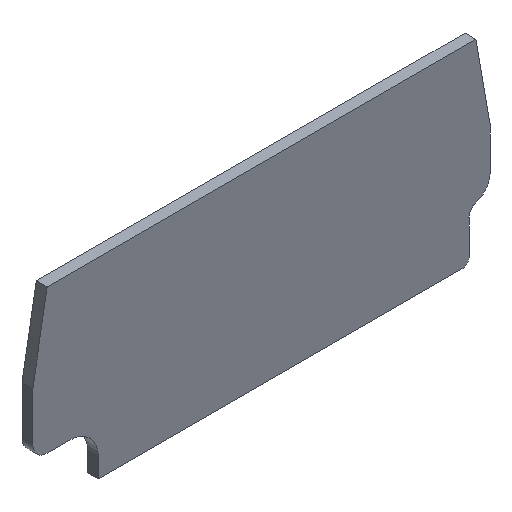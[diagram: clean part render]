
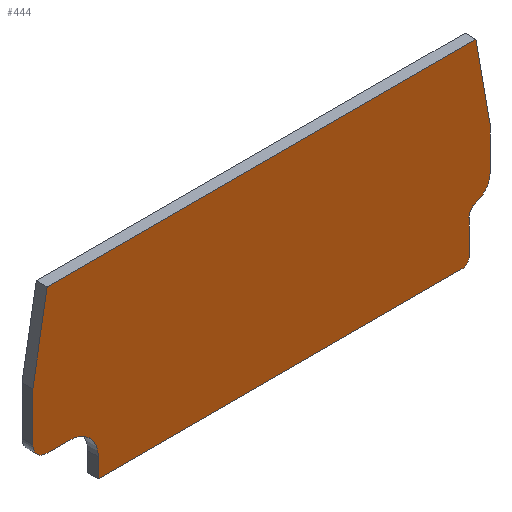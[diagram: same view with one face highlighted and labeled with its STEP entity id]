
A CAD part, isometric view. The second image highlights one B-rep face of the part: STEP entity #444.
In plain terms, the highlighted face is planar.
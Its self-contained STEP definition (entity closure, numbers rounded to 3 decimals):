
#5 = AXIS2_PLACEMENT_3D ( 'NONE', #306, #519, #102 ) ;
#6 = CARTESIAN_POINT ( 'NONE',  ( 0., 27.855, -25.653 ) ) ;
#10 = ORIENTED_EDGE ( 'NONE', *, *, #98, .T. ) ;
#16 = VECTOR ( 'NONE', #20, 1000. ) ;
#18 = DIRECTION ( 'NONE',  ( 0., 0.004, -1. ) ) ;
#20 = DIRECTION ( 'NONE',  ( 0., -0.174, 0.985 ) ) ;
#24 = LINE ( 'NONE', #32, #117 ) ;
#25 = EDGE_CURVE ( 'NONE', #628, #437, #26, .T. ) ;
#26 = CIRCLE ( 'NONE', #578, 2.5 ) ;
#27 = ORIENTED_EDGE ( 'NONE', *, *, #329, .T. ) ;
#32 = CARTESIAN_POINT ( 'NONE',  ( 0., -29.758, 0. ) ) ;
#34 = AXIS2_PLACEMENT_3D ( 'NONE', #605, #288, #49 ) ;
#35 = VECTOR ( 'NONE', #374, 1000. ) ;
#44 = CARTESIAN_POINT ( 'NONE',  ( 0., 28.855, -21.01 ) ) ;
#45 = AXIS2_PLACEMENT_3D ( 'NONE', #568, #523, #252 ) ;
#49 = DIRECTION ( 'NONE',  ( 0., -1., 0. ) ) ;
#53 = CARTESIAN_POINT ( 'NONE',  ( 0., 31.75, -17.145 ) ) ;
#54 = DIRECTION ( 'NONE',  ( 0., -1., 0. ) ) ;
#55 = VECTOR ( 'NONE', #477, 1000. ) ;
#56 = CARTESIAN_POINT ( 'NONE',  ( 0., -31.75, -11.298 ) ) ;
#60 = LINE ( 'NONE', #56, #95 ) ;
#61 = EDGE_CURVE ( 'NONE', #408, #615, #424, .T. ) ;
#62 = VERTEX_POINT ( 'NONE', #555 ) ;
#71 = EDGE_CURVE ( 'NONE', #180, #310, #251, .T. ) ;
#73 = ORIENTED_EDGE ( 'NONE', *, *, #71, .T. ) ;
#82 = CARTESIAN_POINT ( 'NONE',  ( 0., 31.75, -17.145 ) ) ;
#87 = FACE_OUTER_BOUND ( 'NONE', #475, .T. ) ;
#91 = CARTESIAN_POINT ( 'NONE',  ( 0., -29.75, -20.003 ) ) ;
#95 = VECTOR ( 'NONE', #206, 1000. ) ;
#97 = DIRECTION ( 'NONE',  ( 0., -1., 0. ) ) ;
#98 = EDGE_CURVE ( 'NONE', #168, #513, #656, .T. ) ;
#99 = CARTESIAN_POINT ( 'NONE',  ( 0., 29.785, 0. ) ) ;
#101 = CARTESIAN_POINT ( 'NONE',  ( 0., 29.25, -17.145 ) ) ;
#102 = DIRECTION ( 'NONE',  ( 0., -1., 0. ) ) ;
#105 = ORIENTED_EDGE ( 'NONE', *, *, #25, .T. ) ;
#108 = DIRECTION ( 'NONE',  ( 0., 0.929, 0.37 ) ) ;
#112 = CARTESIAN_POINT ( 'NONE',  ( 0., -22.65, -23.996 ) ) ;
#117 = VECTOR ( 'NONE', #539, 1000. ) ;
#120 = VERTEX_POINT ( 'NONE', #233 ) ;
#126 = VECTOR ( 'NONE', #108, 1000. ) ;
#127 = DIRECTION ( 'NONE',  ( 0., 0., -1. ) ) ;
#139 = CARTESIAN_POINT ( 'NONE',  ( 0., -22.65, -26.653 ) ) ;
#162 = LINE ( 'NONE', #99, #55 ) ;
#168 = VERTEX_POINT ( 'NONE', #139 ) ;
#175 = PLANE ( 'NONE',  #415 ) ;
#180 = VERTEX_POINT ( 'NONE', #197 ) ;
#186 = EDGE_CURVE ( 'NONE', #216, #418, #327, .T. ) ;
#190 = EDGE_CURVE ( 'NONE', #316, #207, #302, .T. ) ;
#196 = VECTOR ( 'NONE', #457, 1000. ) ;
#197 = CARTESIAN_POINT ( 'NONE',  ( 0., 29.413, -19.843 ) ) ;
#205 = ORIENTED_EDGE ( 'NONE', *, *, #592, .T. ) ;
#206 = DIRECTION ( 'NONE',  ( 0., 0., -1. ) ) ;
#207 = VERTEX_POINT ( 'NONE', #410 ) ;
#209 = CIRCLE ( 'NONE', #5, 1.5 ) ;
#216 = VERTEX_POINT ( 'NONE', #472 ) ;
#220 = ORIENTED_EDGE ( 'NONE', *, *, #253, .T. ) ;
#221 = CARTESIAN_POINT ( 'NONE',  ( 0., -22.65, -24.003 ) ) ;
#233 = CARTESIAN_POINT ( 'NONE',  ( 0., 28.855, -25.653 ) ) ;
#240 = EDGE_CURVE ( 'NONE', #384, #180, #209, .T. ) ;
#245 = CARTESIAN_POINT ( 'NONE',  ( 0., 29.785, 0. ) ) ;
#248 = EDGE_CURVE ( 'NONE', #207, #325, #572, .T. ) ;
#251 = CIRCLE ( 'NONE', #34, 2.2 ) ;
#252 = DIRECTION ( 'NONE',  ( 0., 1., 0. ) ) ;
#253 = EDGE_CURVE ( 'NONE', #330, #216, #60, .T. ) ;
#254 = CARTESIAN_POINT ( 'NONE',  ( 0., 30.175, -19.468 ) ) ;
#256 = CARTESIAN_POINT ( 'NONE',  ( 0., -22.65, -23.989 ) ) ;
#261 = CARTESIAN_POINT ( 'NONE',  ( 0., -26.65, -20.003 ) ) ;
#270 = VECTOR ( 'NONE', #343, 1000. ) ;
#271 = CIRCLE ( 'NONE', #655, 4. ) ;
#275 = CARTESIAN_POINT ( 'NONE',  ( 0., 29.889, -19.581 ) ) ;
#288 = DIRECTION ( 'NONE',  ( -1., 0., 0. ) ) ;
#290 = EDGE_CURVE ( 'NONE', #120, #384, #369, .T. ) ;
#294 = LINE ( 'NONE', #91, #545 ) ;
#298 = CARTESIAN_POINT ( 'NONE',  ( 0., 27.855, -26.653 ) ) ;
#299 = VERTEX_POINT ( 'NONE', #261 ) ;
#300 = EDGE_CURVE ( 'NONE', #615, #62, #162, .T. ) ;
#302 = LINE ( 'NONE', #256, #636 ) ;
#306 = CARTESIAN_POINT ( 'NONE',  ( 0., 30.355, -21.01 ) ) ;
#308 = CARTESIAN_POINT ( 'NONE',  ( 0., -22.65, -26.653 ) ) ;
#310 = VERTEX_POINT ( 'NONE', #275 ) ;
#315 = DIRECTION ( 'NONE',  ( 0., 0., 1. ) ) ;
#316 = VERTEX_POINT ( 'NONE', #423 ) ;
#322 = ORIENTED_EDGE ( 'NONE', *, *, #455, .T. ) ;
#325 = VERTEX_POINT ( 'NONE', #221 ) ;
#326 = CARTESIAN_POINT ( 'NONE',  ( 0., -31.75, -11.298 ) ) ;
#327 = CIRCLE ( 'NONE', #45, 2. ) ;
#329 = EDGE_CURVE ( 'NONE', #299, #316, #271, .T. ) ;
#330 = VERTEX_POINT ( 'NONE', #326 ) ;
#343 = DIRECTION ( 'NONE',  ( 0., 1., 0. ) ) ;
#344 = DIRECTION ( 'NONE',  ( 0., 1., 0. ) ) ;
#345 = CARTESIAN_POINT ( 'NONE',  ( 0., -22.65, -26.653 ) ) ;
#369 = LINE ( 'NONE', #627, #591 ) ;
#373 = VECTOR ( 'NONE', #516, 1000. ) ;
#374 = DIRECTION ( 'NONE',  ( 0., 0., -1. ) ) ;
#375 = ORIENTED_EDGE ( 'NONE', *, *, #653, .T. ) ;
#376 = DIRECTION ( 'NONE',  ( -1., 0., 0. ) ) ;
#384 = VERTEX_POINT ( 'NONE', #44 ) ;
#401 = LINE ( 'NONE', #308, #35 ) ;
#402 = ORIENTED_EDGE ( 'NONE', *, *, #61, .T. ) ;
#408 = VERTEX_POINT ( 'NONE', #658 ) ;
#410 = CARTESIAN_POINT ( 'NONE',  ( 0., -22.65, -23.996 ) ) ;
#415 = AXIS2_PLACEMENT_3D ( 'NONE', #446, #652, #127 ) ;
#418 = VERTEX_POINT ( 'NONE', #495 ) ;
#423 = CARTESIAN_POINT ( 'NONE',  ( 0., -22.65, -23.989 ) ) ;
#424 = LINE ( 'NONE', #478, #16 ) ;
#425 = LINE ( 'NONE', #53, #196 ) ;
#430 = ORIENTED_EDGE ( 'NONE', *, *, #300, .T. ) ;
#434 = DIRECTION ( 'NONE',  ( 0., -1., 0. ) ) ;
#437 = VERTEX_POINT ( 'NONE', #82 ) ;
#444 = ADVANCED_FACE ( 'NONE', ( #87 ), #175, .F. ) ;
#446 = CARTESIAN_POINT ( 'NONE',  ( 0., -26.65, -24.003 ) ) ;
#449 = AXIS2_PLACEMENT_3D ( 'NONE', #6, #480, #97 ) ;
#455 = EDGE_CURVE ( 'NONE', #418, #299, #294, .T. ) ;
#457 = DIRECTION ( 'NONE',  ( 0., 0., 1. ) ) ;
#465 = ORIENTED_EDGE ( 'NONE', *, *, #248, .T. ) ;
#467 = LINE ( 'NONE', #570, #126 ) ;
#472 = CARTESIAN_POINT ( 'NONE',  ( 0., -31.75, -18.003 ) ) ;
#475 = EDGE_LOOP ( 'NONE', ( #27, #518, #465, #532, #10, #205, #579, #642, #73, #621, #105, #657, #402, #430, #375, #220, #522, #322 ) ) ;
#477 = DIRECTION ( 'NONE',  ( 0., -1., 0. ) ) ;
#478 = CARTESIAN_POINT ( 'NONE',  ( 0., 31.75, -11.145 ) ) ;
#480 = DIRECTION ( 'NONE',  ( 1., 0., 0. ) ) ;
#484 = CARTESIAN_POINT ( 'NONE',  ( 0., -26.65, -24.003 ) ) ;
#495 = CARTESIAN_POINT ( 'NONE',  ( 0., -29.75, -20.003 ) ) ;
#501 = EDGE_CURVE ( 'NONE', #325, #168, #401, .T. ) ;
#513 = VERTEX_POINT ( 'NONE', #298 ) ;
#514 = DIRECTION ( 'NONE',  ( 1., 0., 0. ) ) ;
#515 = EDGE_CURVE ( 'NONE', #437, #408, #425, .T. ) ;
#516 = DIRECTION ( 'NONE',  ( 0., 0., -1. ) ) ;
#518 = ORIENTED_EDGE ( 'NONE', *, *, #190, .T. ) ;
#519 = DIRECTION ( 'NONE',  ( -1., 0., 0. ) ) ;
#522 = ORIENTED_EDGE ( 'NONE', *, *, #186, .T. ) ;
#523 = DIRECTION ( 'NONE',  ( 1., 0., 0. ) ) ;
#532 = ORIENTED_EDGE ( 'NONE', *, *, #501, .T. ) ;
#539 = DIRECTION ( 'NONE',  ( 0., -0.174, -0.985 ) ) ;
#545 = VECTOR ( 'NONE', #344, 1000. ) ;
#555 = CARTESIAN_POINT ( 'NONE',  ( 0., -29.758, 0. ) ) ;
#568 = CARTESIAN_POINT ( 'NONE',  ( 0., -29.75, -18.003 ) ) ;
#570 = CARTESIAN_POINT ( 'NONE',  ( 0., 30.175, -19.468 ) ) ;
#572 = LINE ( 'NONE', #112, #373 ) ;
#578 = AXIS2_PLACEMENT_3D ( 'NONE', #101, #514, #54 ) ;
#579 = ORIENTED_EDGE ( 'NONE', *, *, #290, .T. ) ;
#583 = CIRCLE ( 'NONE', #449, 1. ) ;
#591 = VECTOR ( 'NONE', #315, 1000. ) ;
#592 = EDGE_CURVE ( 'NONE', #513, #120, #583, .T. ) ;
#605 = CARTESIAN_POINT ( 'NONE',  ( 0., 30.703, -21.625 ) ) ;
#615 = VERTEX_POINT ( 'NONE', #245 ) ;
#621 = ORIENTED_EDGE ( 'NONE', *, *, #644, .T. ) ;
#627 = CARTESIAN_POINT ( 'NONE',  ( 0., 28.855, -21.01 ) ) ;
#628 = VERTEX_POINT ( 'NONE', #254 ) ;
#636 = VECTOR ( 'NONE', #18, 1000. ) ;
#642 = ORIENTED_EDGE ( 'NONE', *, *, #240, .T. ) ;
#644 = EDGE_CURVE ( 'NONE', #310, #628, #467, .T. ) ;
#652 = DIRECTION ( 'NONE',  ( -1., 0., 0. ) ) ;
#653 = EDGE_CURVE ( 'NONE', #62, #330, #24, .T. ) ;
#655 = AXIS2_PLACEMENT_3D ( 'NONE', #484, #376, #434 ) ;
#656 = LINE ( 'NONE', #345, #270 ) ;
#657 = ORIENTED_EDGE ( 'NONE', *, *, #515, .T. ) ;
#658 = CARTESIAN_POINT ( 'NONE',  ( 0., 31.75, -11.145 ) ) ;
